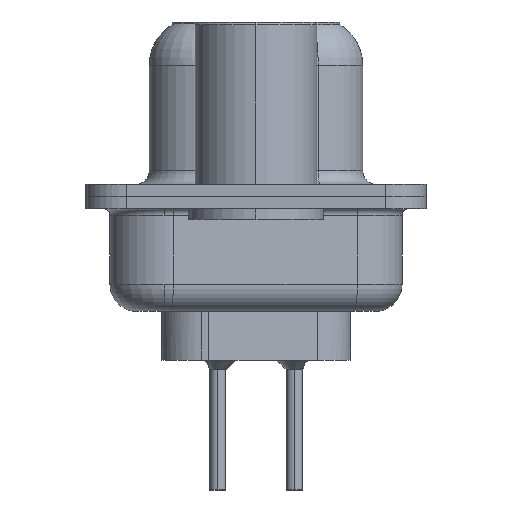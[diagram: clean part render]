
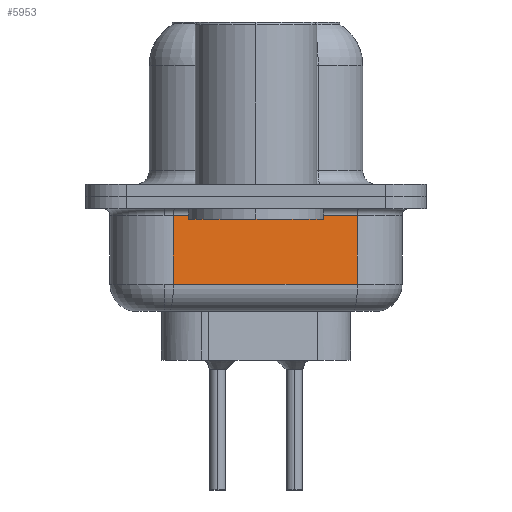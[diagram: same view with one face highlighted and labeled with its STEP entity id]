
A CAD part, left-side view. The second image highlights one B-rep face of the part: STEP entity #5953.
In plain terms, the highlighted planar face has unit normal (-0.985, -0.174, 0).
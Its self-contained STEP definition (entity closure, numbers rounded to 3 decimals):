
#1268 = FACE_OUTER_BOUND ( 'NONE', #4535, .T. ) ;
#1597 = CARTESIAN_POINT ( 'NONE',  ( 2.875, 3.053, -4.25 ) ) ;
#2587 = EDGE_CURVE ( 'NONE', #7697, #22219, #19768, .T. ) ;
#3472 = EDGE_CURVE ( 'NONE', #8551, #22219, #5866, .T. ) ;
#3582 = CARTESIAN_POINT ( 'NONE',  ( 2.875, 3.053, -0.7 ) ) ;
#3942 = CARTESIAN_POINT ( 'NONE',  ( 4.074, -3.747, -3.25 ) ) ;
#4011 = DIRECTION ( 'NONE',  ( -0.174, 0.985, 0. ) ) ;
#4535 = EDGE_LOOP ( 'NONE', ( #10891, #14590, #14703, #15671 ) ) ;
#4735 = VERTEX_POINT ( 'NONE', #3942 ) ;
#5866 = LINE ( 'NONE', #19468, #15051 ) ;
#5953 = ADVANCED_FACE ( 'NONE', ( #1268 ), #17229, .F. ) ;
#6056 = AXIS2_PLACEMENT_3D ( 'NONE', #1597, #15182, #13236 ) ;
#7352 = DIRECTION ( 'NONE',  ( 0., 0., 1. ) ) ;
#7369 = DIRECTION ( 'NONE',  ( 0., 0., 1. ) ) ;
#7545 = VECTOR ( 'NONE', #14404, 1000. ) ;
#7697 = VERTEX_POINT ( 'NONE', #11122 ) ;
#8528 = VECTOR ( 'NONE', #7369, 1000. ) ;
#8551 = VERTEX_POINT ( 'NONE', #18212 ) ;
#10635 = CARTESIAN_POINT ( 'NONE',  ( 2.875, 3.053, -0.7 ) ) ;
#10891 = ORIENTED_EDGE ( 'NONE', *, *, #3472, .F. ) ;
#11122 = CARTESIAN_POINT ( 'NONE',  ( 4.074, -3.747, -0.7 ) ) ;
#13236 = DIRECTION ( 'NONE',  ( -0.174, 0.985, 0. ) ) ;
#13666 = EDGE_CURVE ( 'NONE', #4735, #7697, #17663, .T. ) ;
#14404 = DIRECTION ( 'NONE',  ( 0.174, -0.985, 0. ) ) ;
#14590 = ORIENTED_EDGE ( 'NONE', *, *, #19172, .T. ) ;
#14703 = ORIENTED_EDGE ( 'NONE', *, *, #13666, .T. ) ;
#15051 = VECTOR ( 'NONE', #7352, 1000. ) ;
#15182 = DIRECTION ( 'NONE',  ( 0.985, 0.174, 0. ) ) ;
#15671 = ORIENTED_EDGE ( 'NONE', *, *, #2587, .T. ) ;
#15685 = CARTESIAN_POINT ( 'NONE',  ( 2.875, 3.053, -3.25 ) ) ;
#16135 = VECTOR ( 'NONE', #4011, 1000. ) ;
#17229 = PLANE ( 'NONE',  #6056 ) ;
#17663 = LINE ( 'NONE', #19370, #8528 ) ;
#18212 = CARTESIAN_POINT ( 'NONE',  ( 2.875, 3.053, -3.25 ) ) ;
#19172 = EDGE_CURVE ( 'NONE', #8551, #4735, #21252, .T. ) ;
#19370 = CARTESIAN_POINT ( 'NONE',  ( 4.074, -3.747, -4.25 ) ) ;
#19468 = CARTESIAN_POINT ( 'NONE',  ( 2.875, 3.053, -4.25 ) ) ;
#19768 = LINE ( 'NONE', #10635, #16135 ) ;
#21252 = LINE ( 'NONE', #15685, #7545 ) ;
#22219 = VERTEX_POINT ( 'NONE', #3582 ) ;
